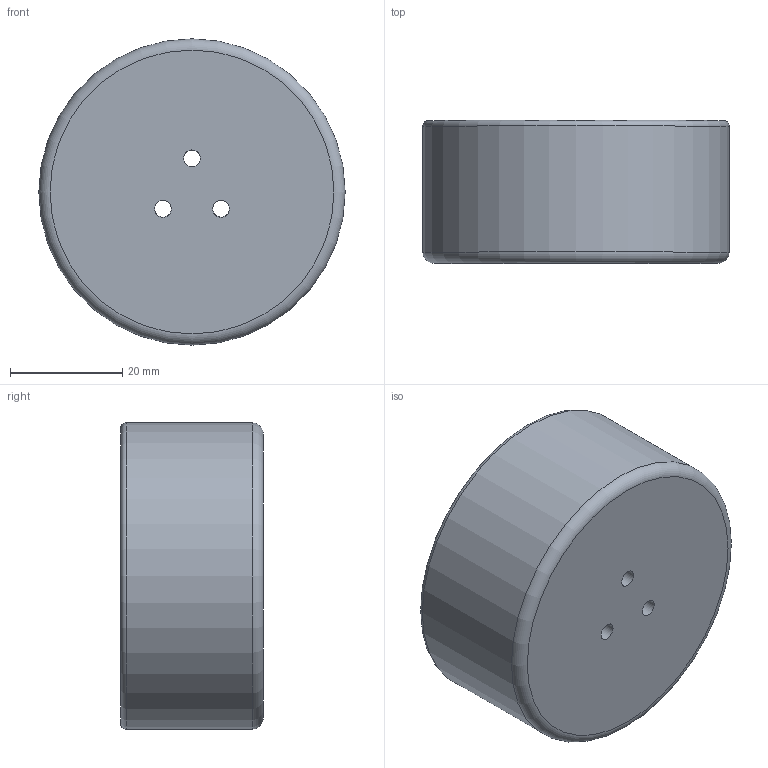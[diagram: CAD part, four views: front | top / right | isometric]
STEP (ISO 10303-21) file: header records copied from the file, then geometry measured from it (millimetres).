
FILE_DESCRIPTION(/* description */ (''),/* implementation_level */ '2;1');
FILE_NAME(/* name */ 'GL45 CAP flat top for bleach bottle.step',/* time_stamp */ '2024-10-10T22:27:23-07:00',/* author */ (''),/* organization */ (''),/* preprocessor_version */ 'ST-DEVELOPER v20',/* originating_system */ 'Autodesk Translation Framework v13.20.0.188',/* authorisation */ '');
FILE_SCHEMA (('AUTOMOTIVE_DESIGN { 1 0 10303 214 3 1 1 }'));
Length unit declared in the file: millimetre
Products named in the file (1): GL45 CAP with 1/4-28 UNF
Bounding box: 54.7 x 25.5 x 54.7 mm (x, y, z)
Volume: 27975.1 mm3; surface area: 13174.5 mm2
Topology: 1 solids, 1 shells, 20 faces, 53 edges, 35 vertices
Faces by surface type: cylinder 10, plane 5, bspline 3, torus 2
Full cylindrical faces by diameter (mm): 3 x3, 42.75 x1, 45.2 x4, 54.7 x1
Entity records: 1467 total; most frequent: CARTESIAN_POINT 988, ORIENTED_EDGE 102, DIRECTION 85, EDGE_CURVE 51, AXIS2_PLACEMENT_3D 37, VERTEX_POINT 35, EDGE_LOOP 28, FACE_OUTER_BOUND 20
